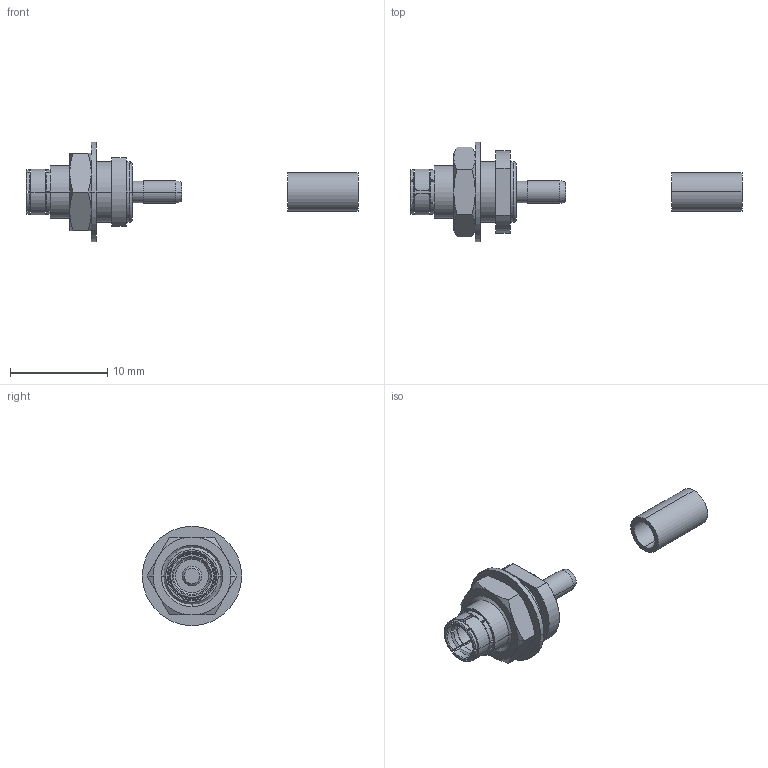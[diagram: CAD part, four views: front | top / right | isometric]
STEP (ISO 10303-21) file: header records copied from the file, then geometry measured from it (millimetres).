
FILE_DESCRIPTION (( 'STEP AP214' ), '1' );
FILE_NAME ('FMCN5442_3D.step', '2025-05-23T15:53:35', ( '' ), ( '' ), 'SwSTEP 2.0', 'SolidWorks 2022', '' );
FILE_SCHEMA (( 'AUTOMOTIVE_DESIGN' ));
Length unit declared in the file: inch
Products named in the file (5): SMA8500-5^FMCN5442; SMA8500-4^FMCN5442; FMCN5442_3D; SMB3105-0316^FMCN5442; FMCN5442_FERRULE^FMCN5442
Assembly tree (4 placements, depth 2):
  FMCN5442_3D
    SMB3105-0316^FMCN5442
    SMA8500-4^FMCN5442
    SMA8500-5^FMCN5442
    FMCN5442_FERRULE^FMCN5442
Bounding box: 34.11 x 10.2 x 10.2 mm (x, y, z)
Volume: 394.2 mm3; surface area: 954 mm2
Topology: 4 solids, 4 shells, 263 faces, 721 edges, 462 vertices
Faces by surface type: cylinder 112, plane 91, cone 42, sphere 16, torus 2
Entity records: 8749 total; most frequent: CARTESIAN_POINT 1593, DIRECTION 1551, ORIENTED_EDGE 1442, EDGE_CURVE 721, AXIS2_PLACEMENT_3D 588, VERTEX_POINT 462, VECTOR 375, LINE 375
